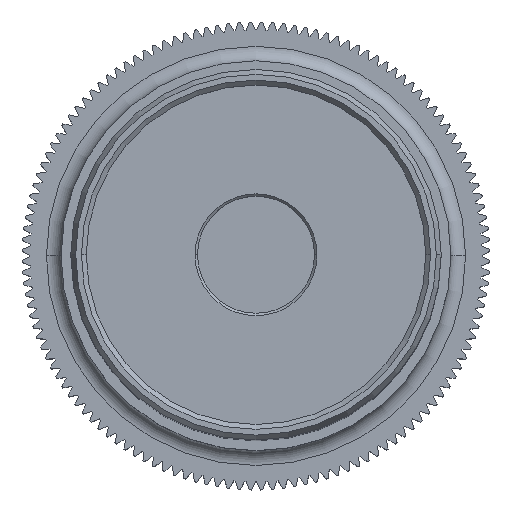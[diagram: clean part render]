
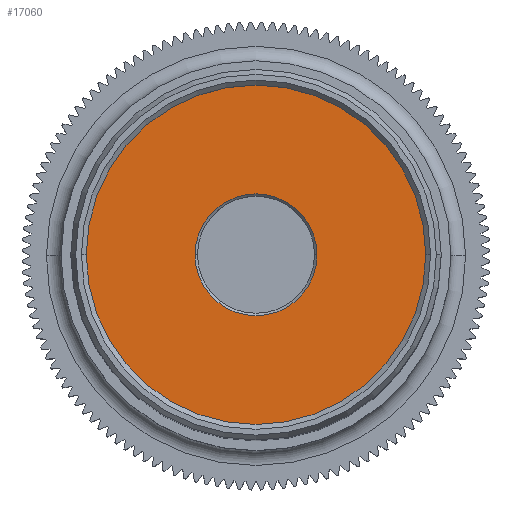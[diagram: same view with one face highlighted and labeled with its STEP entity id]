
A CAD part, top view. The second image highlights one B-rep face of the part: STEP entity #17060.
In plain terms, the highlighted planar face has unit normal (0, 0, 1).
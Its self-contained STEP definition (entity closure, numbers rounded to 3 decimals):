
#502 = CARTESIAN_POINT ( 'NONE',  ( 0., 0., 42.5 ) ) ;
#504 = CARTESIAN_POINT ( 'NONE',  ( 0., 0., 42.5 ) ) ;
#515 = VERTEX_POINT ( 'NONE', #17803 ) ;
#527 = ORIENTED_EDGE ( 'NONE', *, *, #5933, .T. ) ;
#1411 = EDGE_CURVE ( 'NONE', #515, #9833, #4549, .T. ) ;
#1621 = VERTEX_POINT ( 'NONE', #15431 ) ;
#1822 = DIRECTION ( 'NONE',  ( 0., 0., -1. ) ) ;
#2238 = ORIENTED_EDGE ( 'NONE', *, *, #9402, .T. ) ;
#3021 = VERTEX_POINT ( 'NONE', #15594 ) ;
#3126 = DIRECTION ( 'NONE',  ( -1., 0., 0. ) ) ;
#3364 = CARTESIAN_POINT ( 'NONE',  ( 0., 0., 42.5 ) ) ;
#3918 = AXIS2_PLACEMENT_3D ( 'NONE', #3364, #7486, #16013 ) ;
#4410 = EDGE_CURVE ( 'NONE', #1621, #3021, #10532, .T. ) ;
#4549 = CIRCLE ( 'NONE', #3918, 3.125 ) ;
#4968 = CIRCLE ( 'NONE', #10600, 3.125 ) ;
#5352 = DIRECTION ( 'NONE',  ( 1., 0., 0. ) ) ;
#5930 = FACE_BOUND ( 'NONE', #12841, .T. ) ;
#5933 = EDGE_CURVE ( 'NONE', #3021, #1621, #17804, .T. ) ;
#6094 = DIRECTION ( 'NONE',  ( 0., 0., -1. ) ) ;
#6909 = AXIS2_PLACEMENT_3D ( 'NONE', #11868, #1822, #17442 ) ;
#7486 = DIRECTION ( 'NONE',  ( 0., 0., -1. ) ) ;
#7593 = DIRECTION ( 'NONE',  ( 0., 0., 1. ) ) ;
#7609 = EDGE_LOOP ( 'NONE', ( #16054, #527 ) ) ;
#8130 = DIRECTION ( 'NONE',  ( 0., 0., 1. ) ) ;
#9384 = AXIS2_PLACEMENT_3D ( 'NONE', #504, #7593, #17533 ) ;
#9402 = EDGE_CURVE ( 'NONE', #9833, #515, #4968, .T. ) ;
#9833 = VERTEX_POINT ( 'NONE', #10022 ) ;
#10022 = CARTESIAN_POINT ( 'NONE',  ( 3.125, 0., 42.5 ) ) ;
#10532 = CIRCLE ( 'NONE', #14704, 8.705 ) ;
#10600 = AXIS2_PLACEMENT_3D ( 'NONE', #502, #6094, #3126 ) ;
#11746 = PLANE ( 'NONE',  #6909 ) ;
#11868 = CARTESIAN_POINT ( 'NONE',  ( 0., 8.705, 42.5 ) ) ;
#12841 = EDGE_LOOP ( 'NONE', ( #2238, #17288 ) ) ;
#14704 = AXIS2_PLACEMENT_3D ( 'NONE', #16770, #8130, #5352 ) ;
#15431 = CARTESIAN_POINT ( 'NONE',  ( 8.705, 0., 42.5 ) ) ;
#15524 = FACE_OUTER_BOUND ( 'NONE', #7609, .T. ) ;
#15594 = CARTESIAN_POINT ( 'NONE',  ( -8.705, 0., 42.5 ) ) ;
#16013 = DIRECTION ( 'NONE',  ( -1., 0., 0. ) ) ;
#16054 = ORIENTED_EDGE ( 'NONE', *, *, #4410, .T. ) ;
#16770 = CARTESIAN_POINT ( 'NONE',  ( 0., 0., 42.5 ) ) ;
#17060 = ADVANCED_FACE ( 'NONE', ( #5930, #15524 ), #11746, .F. ) ;
#17288 = ORIENTED_EDGE ( 'NONE', *, *, #1411, .T. ) ;
#17442 = DIRECTION ( 'NONE',  ( -1., 0., 0. ) ) ;
#17533 = DIRECTION ( 'NONE',  ( 1., 0., 0. ) ) ;
#17803 = CARTESIAN_POINT ( 'NONE',  ( -3.125, 0., 42.5 ) ) ;
#17804 = CIRCLE ( 'NONE', #9384, 8.705 ) ;
